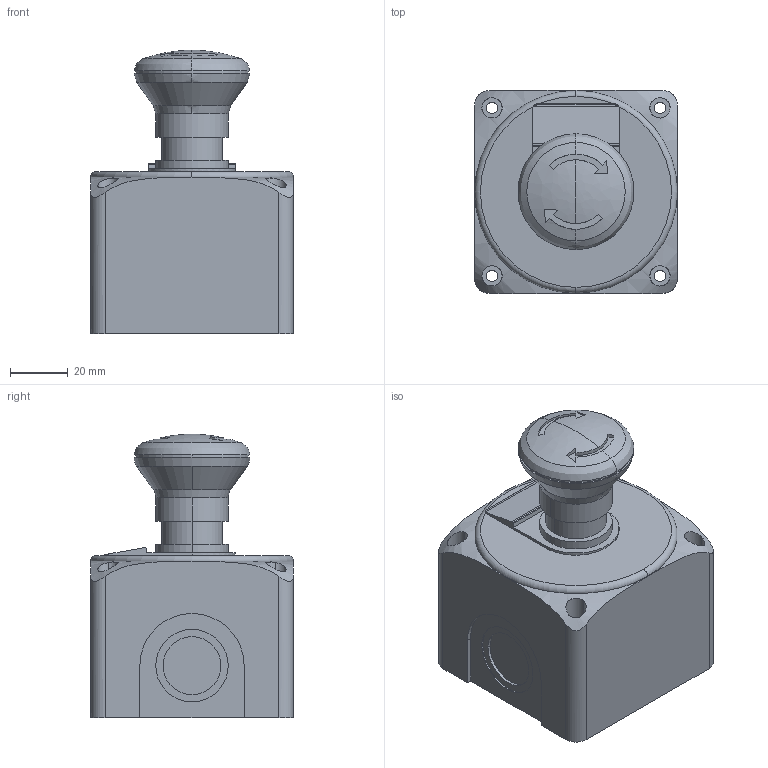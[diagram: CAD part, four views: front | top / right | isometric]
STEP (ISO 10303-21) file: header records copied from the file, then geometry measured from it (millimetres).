
FILE_DESCRIPTION((''),'2;1');
FILE_NAME('3d_LPZP1B802.stp','2013-11-21T07:50:27',(''),(''),'Mechanical Desktop 2011','Mechanical Desktop 2011',', , ');
FILE_SCHEMA(('CONFIG_CONTROL_DESIGN'));
Length unit declared in the file: millimetre
Products named in the file (1): Product
Bounding box: 70 x 70 x 97.9 mm (x, y, z)
Volume: 287871.9 mm3; surface area: 35581.8 mm2
Topology: 3 solids, 3 shells, 120 faces, 307 edges, 204 vertices
Faces by surface type: bspline 53, cylinder 33, plane 32, torus 2
Entity records: 4868 total; most frequent: CARTESIAN_POINT 1979, ORIENTED_EDGE 610, DIRECTION 534, EDGE_CURVE 305, VERTEX_POINT 204, AXIS2_PLACEMENT_3D 201, EDGE_LOOP 143, VECTOR 132
